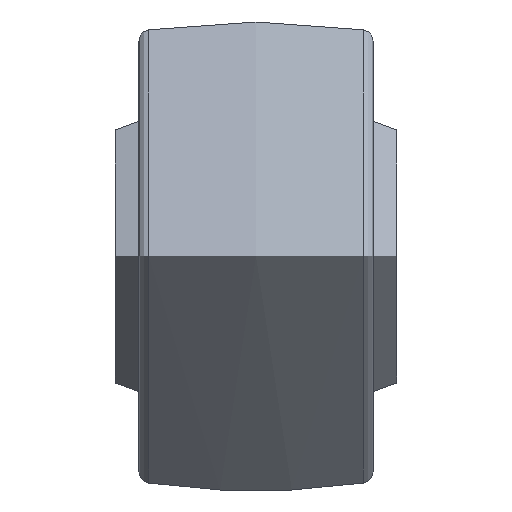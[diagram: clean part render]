
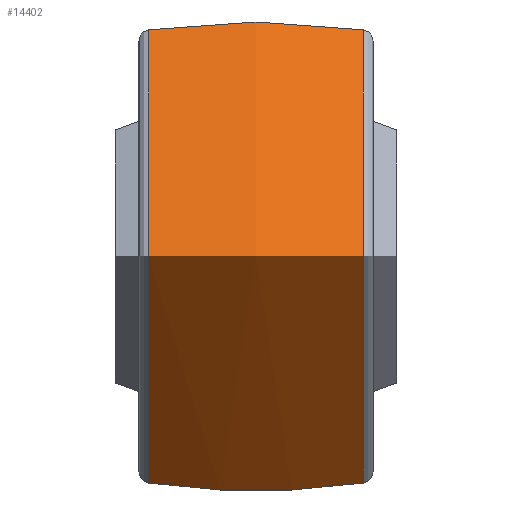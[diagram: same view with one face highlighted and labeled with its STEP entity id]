
A CAD part, left-side view. The second image highlights one B-rep face of the part: STEP entity #14402.
In plain terms, the highlighted free-form (B-spline) face has degree [2, 2] with [3, 9] control points.
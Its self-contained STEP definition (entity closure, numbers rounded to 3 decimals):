
#1491=(
BOUNDED_SURFACE()
B_SPLINE_SURFACE(2,2,((#18991,#18992,#18993,#18994,#18995,#18996,#18997,
#18998,#18999),(#19000,#19001,#19002,#19003,#19004,#19005,#19006,#19007,
#19008),(#19009,#19010,#19011,#19012,#19013,#19014,#19015,#19016,#19017)),
 .UNSPECIFIED.,.F.,.T.,.F.)
B_SPLINE_SURFACE_WITH_KNOTS((3,3),(3,2,2,2,3),(-0.146,0.146),
(-3.142,-1.571,0.,1.571,3.142),
 .UNSPECIFIED.)
GEOMETRIC_REPRESENTATION_ITEM()
RATIONAL_B_SPLINE_SURFACE(((1.,0.707,1.,0.707,1.,
0.707,1.,0.707,1.),(0.989,0.7,
0.989,0.7,0.989,0.7,
0.989,0.7,0.989),(1.,0.707,
1.,0.707,1.,0.707,1.,0.707,1.)))
REPRESENTATION_ITEM('')
SURFACE()
);
#2020=FACE_OUTER_BOUND('',#2893,.T.);
#2893=EDGE_LOOP('',(#9935,#9936,#9937,#9938));
#5911=CIRCLE('',#15420,48.329);
#5913=CIRCLE('',#15422,48.329);
#5914=CIRCLE('',#15423,157.25);
#6227=VERTEX_POINT('',#18988);
#6228=VERTEX_POINT('',#19018);
#7699=EDGE_CURVE('',#6227,#6227,#5911,.T.);
#7701=EDGE_CURVE('',#6228,#6228,#5913,.T.);
#7702=EDGE_CURVE('',#6228,#6227,#5914,.T.);
#9935=ORIENTED_EDGE('',*,*,#7701,.F.);
#9936=ORIENTED_EDGE('',*,*,#7702,.T.);
#9937=ORIENTED_EDGE('',*,*,#7699,.T.);
#9938=ORIENTED_EDGE('',*,*,#7702,.F.);
#14402=ADVANCED_FACE('',(#2020),#1491,.F.);
#15420=AXIS2_PLACEMENT_3D('',#18989,#16322,#16323);
#15422=AXIS2_PLACEMENT_3D('',#19019,#16326,#16327);
#15423=AXIS2_PLACEMENT_3D('',#19020,#16328,#16329);
#16322=DIRECTION('center_axis',(0.,1.,0.));
#16323=DIRECTION('ref_axis',(1.,0.,0.));
#16326=DIRECTION('center_axis',(0.,1.,0.));
#16327=DIRECTION('ref_axis',(1.,0.,0.));
#16328=DIRECTION('center_axis',(-1.,0.,0.));
#16329=DIRECTION('ref_axis',(0.,0.,-1.));
#18988=CARTESIAN_POINT('',(0.,-22.863,-48.329));
#18989=CARTESIAN_POINT('Origin',(0.,-22.863,0.));
#18991=CARTESIAN_POINT('Ctrl Pts',(0.,-22.863,-48.329));
#18992=CARTESIAN_POINT('Ctrl Pts',(-48.329,-22.863,
-48.329));
#18993=CARTESIAN_POINT('Ctrl Pts',(-48.329,-22.863,
0.));
#18994=CARTESIAN_POINT('Ctrl Pts',(-48.329,-22.863,
48.329));
#18995=CARTESIAN_POINT('Ctrl Pts',(0.,-22.863,48.329));
#18996=CARTESIAN_POINT('Ctrl Pts',(48.329,-22.863,48.329));
#18997=CARTESIAN_POINT('Ctrl Pts',(48.329,-22.863,0.));
#18998=CARTESIAN_POINT('Ctrl Pts',(48.329,-22.863,-48.329));
#18999=CARTESIAN_POINT('Ctrl Pts',(0.,-22.863,-48.329));
#19000=CARTESIAN_POINT('Ctrl Pts',(0.,0.,-51.689));
#19001=CARTESIAN_POINT('Ctrl Pts',(-51.689,0.,
-51.689));
#19002=CARTESIAN_POINT('Ctrl Pts',(-51.689,0.,
0.));
#19003=CARTESIAN_POINT('Ctrl Pts',(-51.689,0.,
51.689));
#19004=CARTESIAN_POINT('Ctrl Pts',(0.,0.,51.689));
#19005=CARTESIAN_POINT('Ctrl Pts',(51.689,0.,
51.689));
#19006=CARTESIAN_POINT('Ctrl Pts',(51.689,0.,
0.));
#19007=CARTESIAN_POINT('Ctrl Pts',(51.689,0.,
-51.689));
#19008=CARTESIAN_POINT('Ctrl Pts',(0.,0.,-51.689));
#19009=CARTESIAN_POINT('Ctrl Pts',(0.,22.863,-48.329));
#19010=CARTESIAN_POINT('Ctrl Pts',(-48.329,22.863,-48.329));
#19011=CARTESIAN_POINT('Ctrl Pts',(-48.329,22.863,0.));
#19012=CARTESIAN_POINT('Ctrl Pts',(-48.329,22.863,48.329));
#19013=CARTESIAN_POINT('Ctrl Pts',(0.,22.863,48.329));
#19014=CARTESIAN_POINT('Ctrl Pts',(48.329,22.863,48.329));
#19015=CARTESIAN_POINT('Ctrl Pts',(48.329,22.863,0.));
#19016=CARTESIAN_POINT('Ctrl Pts',(48.329,22.863,-48.329));
#19017=CARTESIAN_POINT('Ctrl Pts',(0.,22.863,-48.329));
#19018=CARTESIAN_POINT('',(0.,22.863,-48.329));
#19019=CARTESIAN_POINT('Origin',(0.,22.863,0.));
#19020=CARTESIAN_POINT('Origin',(0.,0.,
107.25));
